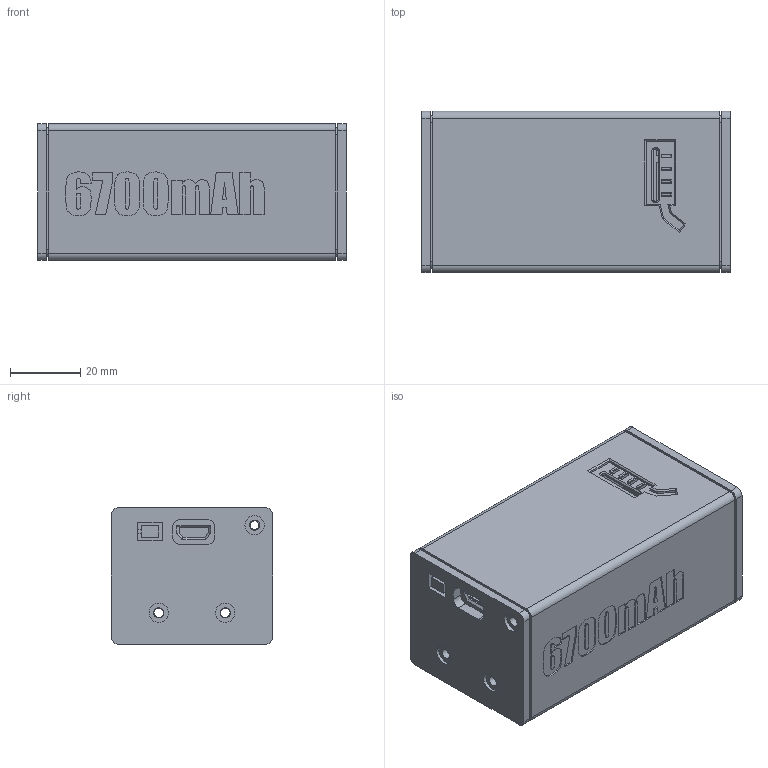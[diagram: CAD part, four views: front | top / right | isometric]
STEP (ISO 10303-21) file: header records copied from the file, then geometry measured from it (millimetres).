
FILE_DESCRIPTION(/* description */ (''),/* implementation_level */ '2;1');
FILE_NAME(/* name */ 'Juicebox.step',/* time_stamp */ '2024-08-21T00:29:53+02:00',/* author */ (''),/* organization */ (''),/* preprocessor_version */ 'ST-DEVELOPER v20',/* originating_system */ 'Autodesk Translation Framework v13.14.0.145',/* authorisation */ '');
FILE_SCHEMA (('AUTOMOTIVE_DESIGN { 1 0 10303 214 3 1 1 }'));
Length unit declared in the file: millimetre
Products named in the file (6): Juicebox; Enclosure; Midplate; Case_shell; Case_cover_L; Case_cover_R
Assembly tree (5 placements, depth 3):
  Juicebox
    Enclosure
      Midplate
      Case_shell
      Case_cover_L
      Case_cover_R
Bounding box: 88 x 46 x 39 mm (x, y, z)
Volume: 39765.5 mm3; surface area: 38036.2 mm2
Topology: 4 solids, 4 shells, 471 faces, 1246 edges, 810 vertices
Faces by surface type: plane 276, bspline 108, cylinder 79, cone 8
Full cylindrical faces by diameter (mm): 2.5 x1, 2.7 x4, 2.8 x8, 2.9 x3, 5.5 x6
Entity records: 14843 total; most frequent: CARTESIAN_POINT 3510, ORIENTED_EDGE 2492, DIRECTION 1948, EDGE_CURVE 1246, LINE 860, VECTOR 860, VERTEX_POINT 810, EDGE_LOOP 550
